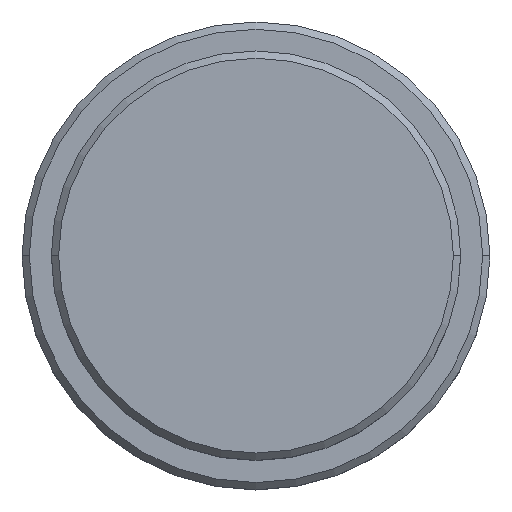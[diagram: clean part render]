
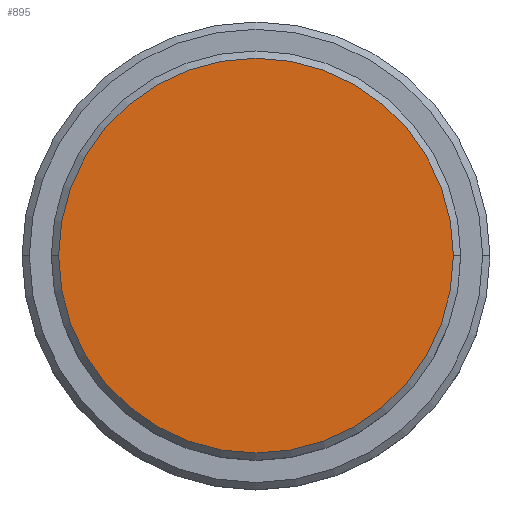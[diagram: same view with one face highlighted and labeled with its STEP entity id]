
A CAD part, top view. The second image highlights one B-rep face of the part: STEP entity #895.
In plain terms, the highlighted planar face has unit normal (0, 0, 1).
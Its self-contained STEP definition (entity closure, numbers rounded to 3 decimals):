
#22 = VERTEX_POINT ( 'NONE', #154 ) ;
#24 = ORIENTED_EDGE ( 'NONE', *, *, #88, .T. ) ;
#27 = CARTESIAN_POINT ( 'NONE',  ( 0., 0., 0. ) ) ;
#88 = EDGE_CURVE ( 'NONE', #866, #22, #560, .T. ) ;
#154 = CARTESIAN_POINT ( 'NONE',  ( 13.5, 0., 0. ) ) ;
#242 = DIRECTION ( 'NONE',  ( 1., 0., 0. ) ) ;
#252 = DIRECTION ( 'NONE',  ( 1., 0., 0. ) ) ;
#322 = CIRCLE ( 'NONE', #881, 13.5 ) ;
#364 = ORIENTED_EDGE ( 'NONE', *, *, #939, .T. ) ;
#472 = CARTESIAN_POINT ( 'NONE',  ( -13.5, 0., 0. ) ) ;
#499 = DIRECTION ( 'NONE',  ( 1., 0., 0. ) ) ;
#560 = CIRCLE ( 'NONE', #647, 13.5 ) ;
#633 = DIRECTION ( 'NONE',  ( 0., 0., 1. ) ) ;
#647 = AXIS2_PLACEMENT_3D ( 'NONE', #1288, #633, #499 ) ;
#707 = PLANE ( 'NONE',  #833 ) ;
#816 = FACE_OUTER_BOUND ( 'NONE', #827, .T. ) ;
#827 = EDGE_LOOP ( 'NONE', ( #24, #364 ) ) ;
#833 = AXIS2_PLACEMENT_3D ( 'NONE', #27, #1144, #242 ) ;
#866 = VERTEX_POINT ( 'NONE', #472 ) ;
#881 = AXIS2_PLACEMENT_3D ( 'NONE', #1337, #1236, #252 ) ;
#895 = ADVANCED_FACE ( 'NONE', ( #816 ), #707, .T. ) ;
#939 = EDGE_CURVE ( 'NONE', #22, #866, #322, .T. ) ;
#1144 = DIRECTION ( 'NONE',  ( 0., 0., 1. ) ) ;
#1236 = DIRECTION ( 'NONE',  ( 0., 0., 1. ) ) ;
#1288 = CARTESIAN_POINT ( 'NONE',  ( 0., 0., 0. ) ) ;
#1337 = CARTESIAN_POINT ( 'NONE',  ( 0., 0., 0. ) ) ;
